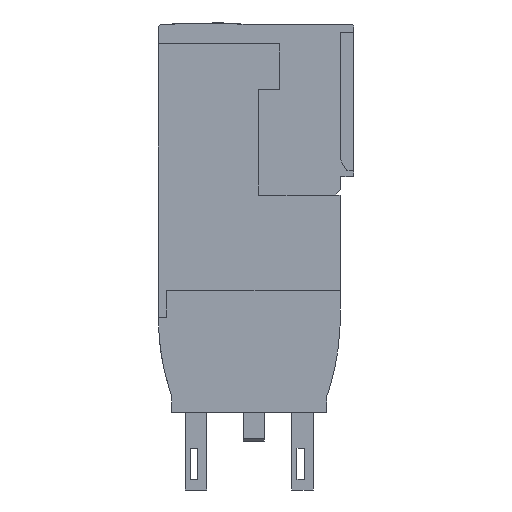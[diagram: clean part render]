
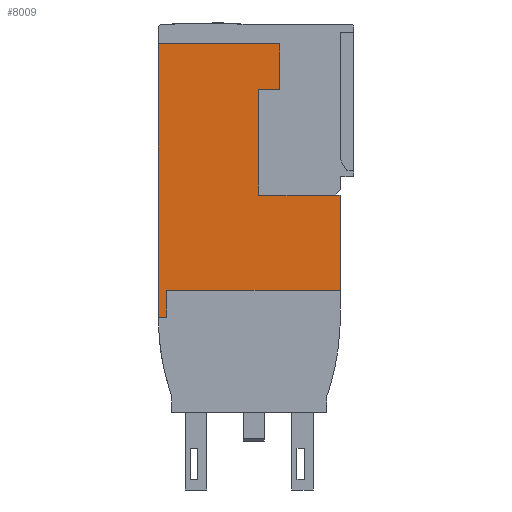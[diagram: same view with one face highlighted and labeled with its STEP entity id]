
A CAD part, left-side view. The second image highlights one B-rep face of the part: STEP entity #8009.
In plain terms, the highlighted planar face has unit normal (-1, 0, 0).
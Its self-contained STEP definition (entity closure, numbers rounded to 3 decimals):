
#8009=ADVANCED_FACE('',(#19930),#19931,.F.);
#8427=VERTEX_POINT('',#20385);
#8429=VERTEX_POINT('',#20387);
#8431=EDGE_CURVE('',#8427,#8429,#20389,.T.);
#8443=VERTEX_POINT('',#20401);
#8445=EDGE_CURVE('',#8429,#8443,#20403,.T.);
#8453=VERTEX_POINT('',#20411);
#8455=EDGE_CURVE('',#8443,#8453,#20413,.T.);
#8961=VERTEX_POINT('',#20919);
#8963=VERTEX_POINT('',#20921);
#8965=EDGE_CURVE('',#8961,#8963,#20923,.T.);
#8995=VERTEX_POINT('',#20953);
#8997=EDGE_CURVE('',#8995,#8961,#20955,.T.);
#9005=VERTEX_POINT('',#20963);
#9007=EDGE_CURVE('',#8995,#9005,#20965,.T.);
#9067=VERTEX_POINT('',#21025);
#9073=EDGE_CURVE('',#9067,#8963,#21031,.T.);
#11579=VERTEX_POINT('',#23537);
#11581=EDGE_CURVE('',#9005,#11579,#23539,.T.);
#11605=VERTEX_POINT('',#23563);
#11609=EDGE_CURVE('',#11605,#9067,#23567,.T.);
#16115=VERTEX_POINT('',#28073);
#16119=EDGE_CURVE('',#16115,#11605,#28077,.T.);
#16121=EDGE_CURVE('',#8453,#16115,#28079,.T.);
#16127=EDGE_CURVE('',#11579,#8427,#28085,.T.);
#19930=FACE_OUTER_BOUND('',#32198,.T.);
#19931=PLANE('',#32199);
#20385=CARTESIAN_POINT('',(0.01,2.55,37.9));
#20387=CARTESIAN_POINT('',(0.01,35.45,37.9));
#20389=LINE('',#32844,#32845);
#20401=CARTESIAN_POINT('',(0.01,35.45,32.8));
#20403=LINE('',#32866,#32867);
#20411=CARTESIAN_POINT('',(0.01,37.05,32.8));
#20413=LINE('',#32882,#32883);
#20919=CARTESIAN_POINT('',(0.01,18.0,76.0));
#20921=CARTESIAN_POINT('',(0.01,14.0,76.0));
#20923=LINE('',#33663,#33664);
#20953=CARTESIAN_POINT('',(0.01,18.0,56.0));
#20955=LINE('',#33710,#33711);
#20963=CARTESIAN_POINT('',(0.01,3.45,56.0));
#20965=LINE('',#33726,#33727);
#21025=CARTESIAN_POINT('',(0.01,14.0,84.7));
#21031=LINE('',#33827,#33828);
#23537=CARTESIAN_POINT('',(0.01,2.55,56.0));
#23539=LINE('',#37764,#37765);
#23563=CARTESIAN_POINT('',(0.01,37.04,84.7));
#23567=LINE('',#37810,#37811);
#28073=CARTESIAN_POINT('',(0.01,37.05,84.7));
#28077=LINE('',#44861,#44862);
#28079=LINE('',#44865,#44866);
#28085=LINE('',#44877,#44878);
#32198=EDGE_LOOP('',(#54513,#54514,#54515,#54516,#54517,#54518,#54519,#54520,#54521,#54522,#54523,#54524));
#32199=AXIS2_PLACEMENT_3D('',#54525,#54526,#54527);
#32844=CARTESIAN_POINT('',(0.01,35.45,37.9));
#32845=VECTOR('',#55022,1.0);
#32866=CARTESIAN_POINT('',(0.01,35.45,32.85));
#32867=VECTOR('',#55026,1.0);
#32882=CARTESIAN_POINT('',(0.01,35.55,32.8));
#32883=VECTOR('',#55029,1.0);
#33663=CARTESIAN_POINT('',(0.01,19.593,76.0));
#33664=VECTOR('',#55232,1.0);
#33710=CARTESIAN_POINT('',(0.01,18.0,57.48));
#33711=VECTOR('',#55247,1.0);
#33726=CARTESIAN_POINT('',(0.01,2.55,56.0));
#33727=VECTOR('',#55250,1.0);
#33827=CARTESIAN_POINT('',(0.01,14.0,56.0));
#33828=VECTOR('',#55270,1.0);
#37764=CARTESIAN_POINT('',(0.01,2.55,56.0));
#37765=VECTOR('',#56310,1.0);
#37810=CARTESIAN_POINT('',(0.01,14.0,84.7));
#37811=VECTOR('',#56319,1.0);
#44861=CARTESIAN_POINT('',(0.01,14.0,84.7));
#44862=VECTOR('',#58158,1.0);
#44865=CARTESIAN_POINT('',(0.01,37.05,32.85));
#44866=VECTOR('',#58159,1.0);
#44877=CARTESIAN_POINT('',(0.01,2.55,37.9));
#44878=VECTOR('',#58162,1.0);
#54513=ORIENTED_EDGE('',*,*,#8965,.T.);
#54514=ORIENTED_EDGE('',*,*,#9073,.F.);
#54515=ORIENTED_EDGE('',*,*,#11609,.F.);
#54516=ORIENTED_EDGE('',*,*,#16119,.F.);
#54517=ORIENTED_EDGE('',*,*,#16121,.F.);
#54518=ORIENTED_EDGE('',*,*,#8455,.F.);
#54519=ORIENTED_EDGE('',*,*,#8445,.F.);
#54520=ORIENTED_EDGE('',*,*,#8431,.F.);
#54521=ORIENTED_EDGE('',*,*,#16127,.F.);
#54522=ORIENTED_EDGE('',*,*,#11581,.F.);
#54523=ORIENTED_EDGE('',*,*,#9007,.F.);
#54524=ORIENTED_EDGE('',*,*,#8997,.T.);
#54525=CARTESIAN_POINT('',(0.01,21.187,58.96));
#54526=DIRECTION('',(1.0,0.0,0.0));
#54527=DIRECTION('',(0.0,0.0,-1.0));
#55022=DIRECTION('',(0.0,1.0,0.0));
#55026=DIRECTION('',(0.0,0.0,-1.0));
#55029=DIRECTION('',(0.0,1.0,0.0));
#55232=DIRECTION('',(0.0,-1.0,0.0));
#55247=DIRECTION('',(0.0,0.0,1.0));
#55250=DIRECTION('',(0.0,-1.0,0.0));
#55270=DIRECTION('',(0.0,0.0,-1.0));
#56310=DIRECTION('',(0.0,-1.0,0.0));
#56319=DIRECTION('',(0.0,-1.0,0.0));
#58158=DIRECTION('',(0.0,-1.0,0.0));
#58159=DIRECTION('',(0.0,0.0,1.0));
#58162=DIRECTION('',(0.0,0.0,-1.0));
